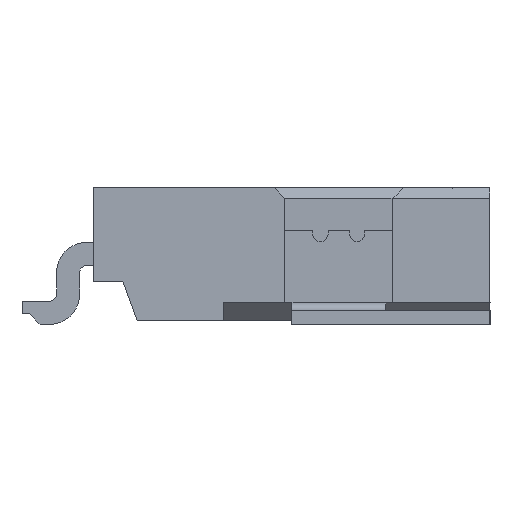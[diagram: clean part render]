
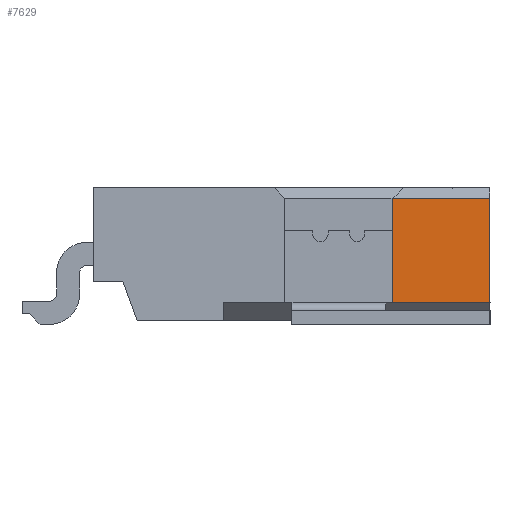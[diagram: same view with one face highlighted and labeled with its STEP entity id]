
A CAD part, left-side view. The second image highlights one B-rep face of the part: STEP entity #7629.
In plain terms, the highlighted planar face has unit normal (-1, 0, 0).
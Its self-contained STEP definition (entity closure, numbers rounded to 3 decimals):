
#5447 = PLANE('',#5448);
#5448 = AXIS2_PLACEMENT_3D('',#5449,#5450,#5451);
#5449 = CARTESIAN_POINT('',(-2.065,-0.925,2.75));
#5450 = DIRECTION('',(0.,0.,1.));
#5451 = DIRECTION('',(-1.,0.,0.));
#5891 = PLANE('',#5892);
#5892 = AXIS2_PLACEMENT_3D('',#5893,#5894,#5895);
#5893 = CARTESIAN_POINT('',(0.,-0.675,0.));
#5894 = DIRECTION('',(0.,-1.,0.));
#5895 = DIRECTION('',(1.,0.,0.));
#5982 = VERTEX_POINT('',#5983);
#5983 = CARTESIAN_POINT('',(-2.93,0.775,2.75));
#5997 = PLANE('',#5998);
#5998 = AXIS2_PLACEMENT_3D('',#5999,#6000,#6001);
#5999 = CARTESIAN_POINT('',(-2.855,0.85,2.075));
#6000 = DIRECTION('',(-0.707,0.707,0.));
#6001 = DIRECTION('',(-0.707,-0.707,0.));
#6009 = EDGE_CURVE('',#5982,#6010,#6012,.T.);
#6010 = VERTEX_POINT('',#6011);
#6011 = CARTESIAN_POINT('',(-2.93,-0.675,2.75));
#6012 = SURFACE_CURVE('',#6013,(#6017,#6024),.PCURVE_S1.);
#6013 = LINE('',#6014,#6015);
#6014 = CARTESIAN_POINT('',(-2.93,0.775,2.75));
#6015 = VECTOR('',#6016,1.);
#6016 = DIRECTION('',(0.,-1.,0.));
#6017 = PCURVE('',#5447,#6018);
#6018 = DEFINITIONAL_REPRESENTATION('',(#6019),#6023);
#6019 = LINE('',#6020,#6021);
#6020 = CARTESIAN_POINT('',(0.865,-1.7));
#6021 = VECTOR('',#6022,1.);
#6022 = DIRECTION('',(0.,1.));
#6023 = ( GEOMETRIC_REPRESENTATION_CONTEXT(2) 
PARAMETRIC_REPRESENTATION_CONTEXT() REPRESENTATION_CONTEXT('2D SPACE',''
  ) );
#6024 = PCURVE('',#6025,#6030);
#6025 = PLANE('',#6026);
#6026 = AXIS2_PLACEMENT_3D('',#6027,#6028,#6029);
#6027 = CARTESIAN_POINT('',(-2.93,-0.925,2.75));
#6028 = DIRECTION('',(-1.,0.,0.));
#6029 = DIRECTION('',(0.,0.,-1.));
#6030 = DEFINITIONAL_REPRESENTATION('',(#6031),#6035);
#6031 = LINE('',#6032,#6033);
#6032 = CARTESIAN_POINT('',(0.,-1.7));
#6033 = VECTOR('',#6034,1.);
#6034 = DIRECTION('',(0.,1.));
#6035 = ( GEOMETRIC_REPRESENTATION_CONTEXT(2) 
PARAMETRIC_REPRESENTATION_CONTEXT() REPRESENTATION_CONTEXT('2D SPACE',''
  ) );
#7629 = ADVANCED_FACE('',(#7630),#6025,.T.);
#7630 = FACE_BOUND('',#7631,.T.);
#7631 = EDGE_LOOP('',(#7632,#7633,#7656,#7684));
#7632 = ORIENTED_EDGE('',*,*,#6009,.F.);
#7633 = ORIENTED_EDGE('',*,*,#7634,.F.);
#7634 = EDGE_CURVE('',#7635,#5982,#7637,.T.);
#7635 = VERTEX_POINT('',#7636);
#7636 = CARTESIAN_POINT('',(-2.93,0.775,1.4));
#7637 = SURFACE_CURVE('',#7638,(#7642,#7649),.PCURVE_S1.);
#7638 = LINE('',#7639,#7640);
#7639 = CARTESIAN_POINT('',(-2.93,0.775,1.4));
#7640 = VECTOR('',#7641,1.);
#7641 = DIRECTION('',(0.,0.,1.));
#7642 = PCURVE('',#6025,#7643);
#7643 = DEFINITIONAL_REPRESENTATION('',(#7644),#7648);
#7644 = LINE('',#7645,#7646);
#7645 = CARTESIAN_POINT('',(1.35,-1.7));
#7646 = VECTOR('',#7647,1.);
#7647 = DIRECTION('',(-1.,0.));
#7648 = ( GEOMETRIC_REPRESENTATION_CONTEXT(2) 
PARAMETRIC_REPRESENTATION_CONTEXT() REPRESENTATION_CONTEXT('2D SPACE',''
  ) );
#7649 = PCURVE('',#5997,#7650);
#7650 = DEFINITIONAL_REPRESENTATION('',(#7651),#7655);
#7651 = LINE('',#7652,#7653);
#7652 = CARTESIAN_POINT('',(0.106,-0.675));
#7653 = VECTOR('',#7654,1.);
#7654 = DIRECTION('',(0.,1.));
#7655 = ( GEOMETRIC_REPRESENTATION_CONTEXT(2) 
PARAMETRIC_REPRESENTATION_CONTEXT() REPRESENTATION_CONTEXT('2D SPACE',''
  ) );
#7656 = ORIENTED_EDGE('',*,*,#7657,.T.);
#7657 = EDGE_CURVE('',#7635,#7658,#7660,.T.);
#7658 = VERTEX_POINT('',#7659);
#7659 = CARTESIAN_POINT('',(-2.93,-0.675,1.4));
#7660 = SURFACE_CURVE('',#7661,(#7665,#7672),.PCURVE_S1.);
#7661 = LINE('',#7662,#7663);
#7662 = CARTESIAN_POINT('',(-2.93,0.775,1.4));
#7663 = VECTOR('',#7664,1.);
#7664 = DIRECTION('',(0.,-1.,0.));
#7665 = PCURVE('',#6025,#7666);
#7666 = DEFINITIONAL_REPRESENTATION('',(#7667),#7671);
#7667 = LINE('',#7668,#7669);
#7668 = CARTESIAN_POINT('',(1.35,-1.7));
#7669 = VECTOR('',#7670,1.);
#7670 = DIRECTION('',(0.,1.));
#7671 = ( GEOMETRIC_REPRESENTATION_CONTEXT(2) 
PARAMETRIC_REPRESENTATION_CONTEXT() REPRESENTATION_CONTEXT('2D SPACE',''
  ) );
#7672 = PCURVE('',#7673,#7678);
#7673 = PLANE('',#7674);
#7674 = AXIS2_PLACEMENT_3D('',#7675,#7676,#7677);
#7675 = CARTESIAN_POINT('',(-2.93,-0.925,1.4));
#7676 = DIRECTION('',(0.,0.,-1.));
#7677 = DIRECTION('',(1.,0.,0.));
#7678 = DEFINITIONAL_REPRESENTATION('',(#7679),#7683);
#7679 = LINE('',#7680,#7681);
#7680 = CARTESIAN_POINT('',(0.,-1.7));
#7681 = VECTOR('',#7682,1.);
#7682 = DIRECTION('',(0.,1.));
#7683 = ( GEOMETRIC_REPRESENTATION_CONTEXT(2) 
PARAMETRIC_REPRESENTATION_CONTEXT() REPRESENTATION_CONTEXT('2D SPACE',''
  ) );
#7684 = ORIENTED_EDGE('',*,*,#7685,.F.);
#7685 = EDGE_CURVE('',#6010,#7658,#7686,.T.);
#7686 = SURFACE_CURVE('',#7687,(#7691,#7698),.PCURVE_S1.);
#7687 = LINE('',#7688,#7689);
#7688 = CARTESIAN_POINT('',(-2.93,-0.675,2.75));
#7689 = VECTOR('',#7690,1.);
#7690 = DIRECTION('',(0.,0.,-1.));
#7691 = PCURVE('',#6025,#7692);
#7692 = DEFINITIONAL_REPRESENTATION('',(#7693),#7697);
#7693 = LINE('',#7694,#7695);
#7694 = CARTESIAN_POINT('',(0.,-0.25));
#7695 = VECTOR('',#7696,1.);
#7696 = DIRECTION('',(1.,0.));
#7697 = ( GEOMETRIC_REPRESENTATION_CONTEXT(2) 
PARAMETRIC_REPRESENTATION_CONTEXT() REPRESENTATION_CONTEXT('2D SPACE',''
  ) );
#7698 = PCURVE('',#5891,#7699);
#7699 = DEFINITIONAL_REPRESENTATION('',(#7700),#7704);
#7700 = LINE('',#7701,#7702);
#7701 = CARTESIAN_POINT('',(-2.93,2.75));
#7702 = VECTOR('',#7703,1.);
#7703 = DIRECTION('',(0.,-1.));
#7704 = ( GEOMETRIC_REPRESENTATION_CONTEXT(2) 
PARAMETRIC_REPRESENTATION_CONTEXT() REPRESENTATION_CONTEXT('2D SPACE',''
  ) );
